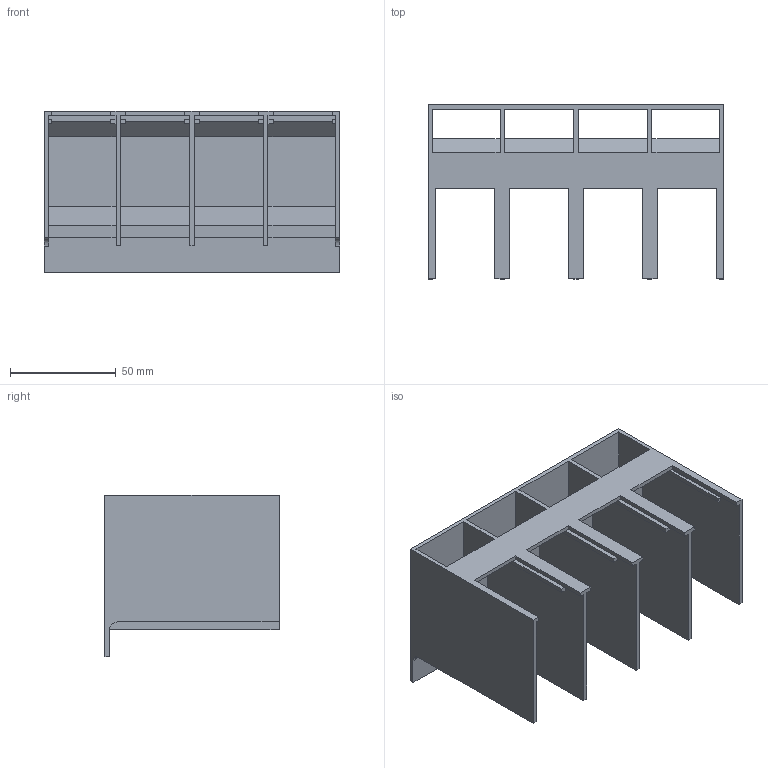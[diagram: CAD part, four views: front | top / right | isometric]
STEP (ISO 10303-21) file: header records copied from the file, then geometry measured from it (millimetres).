
FILE_DESCRIPTION(('CATIA V5 STEP Exchange'),'2;1');
FILE_NAME('1SDH001295R0768_1PA_001_00_XT4_4P_WITHDRAWABLE_HTC_SUP.stp','2014-11-11T15:35:10+00:00',('none'),('none'),'CATIA Version 5 Release 20 SP 1 (IN-10)','CATIA V5 STEP AP214','none');
FILE_SCHEMA(('AUTOMOTIVE_DESIGN { 1 0 10303 214 1 1 1 1 }'));
Length unit declared in the file: millimetre
Products named in the file (1): 1SDH001295R0768_1PA_001_00_XT4_4P_WITHDRAWABLE_HTC_SUP
Bounding box: 140 x 82.5 x 76.5 mm (x, y, z)
Volume: 97384.4 mm3; surface area: 99038.3 mm2
Topology: 1 solids, 1 shells, 130 faces, 372 edges, 248 vertices
Faces by surface type: plane 128, cylinder 2
Entity records: 3801 total; most frequent: ORIENTED_EDGE 744, CARTESIAN_POINT 687, DIRECTION 467, EDGE_CURVE 372, VECTOR 363, LINE 363, VERTEX_POINT 248, EDGE_LOOP 142
